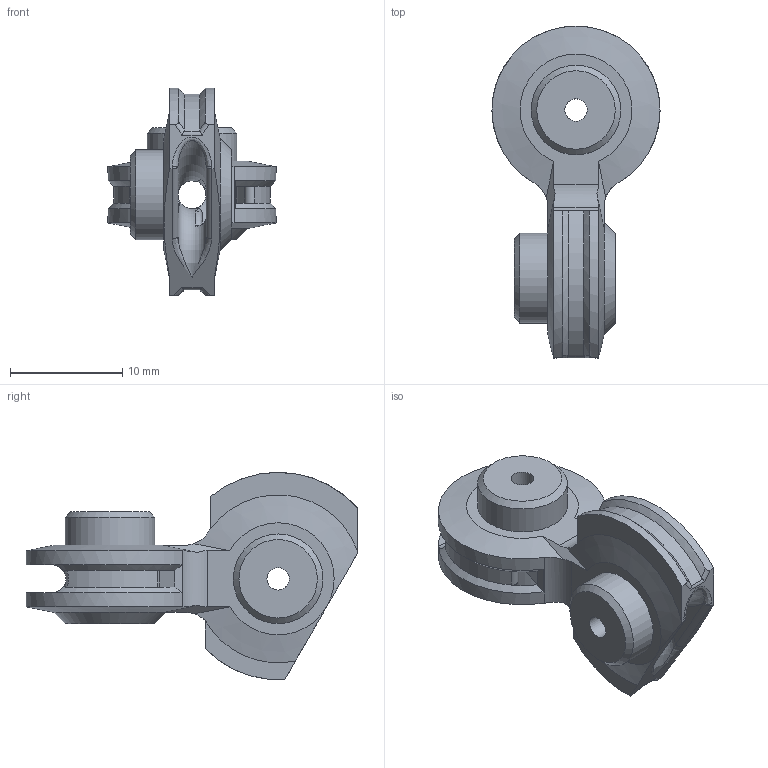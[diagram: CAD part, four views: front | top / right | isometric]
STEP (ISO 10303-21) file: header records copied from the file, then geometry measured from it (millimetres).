
FILE_DESCRIPTION(/* description */ (''),/* implementation_level */ '2;1');
FILE_NAME(/* name */ 'Knuckle gimbal.step',/* time_stamp */ '2022-06-22T16:44:36-04:00',/* author */ (''),/* organization */ (''),/* preprocessor_version */ 'ST-DEVELOPER v19',/* originating_system */ 'Autodesk Translation Framework v11.7.0.108',/* authorisation */ '');
FILE_SCHEMA (('AUTOMOTIVE_DESIGN { 1 0 10303 214 3 1 1 }'));
Length unit declared in the file: millimetre
Products named in the file (1): Knuckle gimbal
Bounding box: 15 x 29.63 x 18.5 mm (x, y, z)
Volume: 1850 mm3; surface area: 1791.3 mm2
Topology: 1 solids, 1 shells, 119 faces, 335 edges, 212 vertices
Faces by surface type: cylinder 37, plane 36, bspline 21, cone 18, torus 7
Full cylindrical faces by diameter (mm): 2 x2, 2.5 x1, 6.1 x2, 8 x2
Entity records: 5557 total; most frequent: CARTESIAN_POINT 2683, ORIENTED_EDGE 666, DIRECTION 525, EDGE_CURVE 333, AXIS2_PLACEMENT_3D 225, VERTEX_POINT 212, EDGE_LOOP 129, FACE_OUTER_BOUND 119
